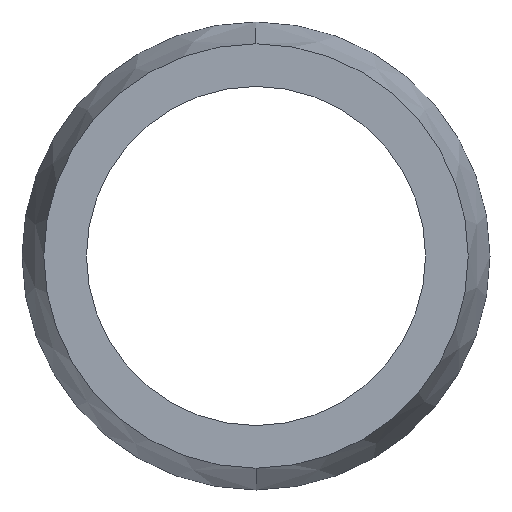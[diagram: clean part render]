
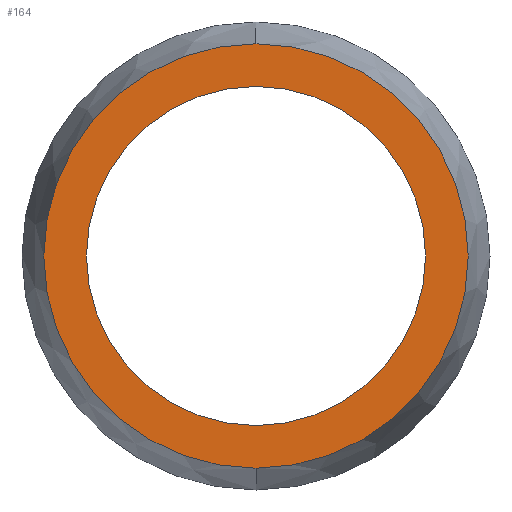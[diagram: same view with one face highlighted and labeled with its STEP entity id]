
A CAD part, left-side view. The second image highlights one B-rep face of the part: STEP entity #164.
In plain terms, the highlighted planar face has unit normal (-1, 0, 0).
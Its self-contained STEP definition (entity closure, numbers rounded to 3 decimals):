
#4 = EDGE_LOOP ( 'NONE', ( #308, #108 ) ) ;
#6 = EDGE_CURVE ( 'NONE', #138, #404, #132, .T. ) ;
#40 = CARTESIAN_POINT ( 'NONE',  ( 0., 0., 25. ) ) ;
#43 = DIRECTION ( 'NONE',  ( -1., 0., 0. ) ) ;
#46 = AXIS2_PLACEMENT_3D ( 'NONE', #251, #416, #213 ) ;
#51 = DIRECTION ( 'NONE',  ( 0., 0., -1. ) ) ;
#65 = AXIS2_PLACEMENT_3D ( 'NONE', #371, #278, #247 ) ;
#74 = DIRECTION ( 'NONE',  ( -1., 0., 0. ) ) ;
#82 = VERTEX_POINT ( 'NONE', #40 ) ;
#94 = EDGE_CURVE ( 'NONE', #163, #82, #159, .T. ) ;
#107 = DIRECTION ( 'NONE',  ( 0., 0., 1. ) ) ;
#108 = ORIENTED_EDGE ( 'NONE', *, *, #94, .F. ) ;
#111 = CARTESIAN_POINT ( 'NONE',  ( 0., 0., 0. ) ) ;
#120 = EDGE_CURVE ( 'NONE', #82, #163, #266, .T. ) ;
#132 = CIRCLE ( 'NONE', #188, 31.285 ) ;
#134 = CIRCLE ( 'NONE', #46, 31.285 ) ;
#138 = VERTEX_POINT ( 'NONE', #170 ) ;
#148 = FACE_OUTER_BOUND ( 'NONE', #369, .T. ) ;
#151 = FACE_BOUND ( 'NONE', #4, .T. ) ;
#159 = CIRCLE ( 'NONE', #413, 25. ) ;
#163 = VERTEX_POINT ( 'NONE', #349 ) ;
#164 = ADVANCED_FACE ( 'NONE', ( #151, #148 ), #248, .F. ) ;
#170 = CARTESIAN_POINT ( 'NONE',  ( 0., 0., 31.285 ) ) ;
#180 = DIRECTION ( 'NONE',  ( 1., 0., 0. ) ) ;
#188 = AXIS2_PLACEMENT_3D ( 'NONE', #203, #43, #107 ) ;
#200 = EDGE_CURVE ( 'NONE', #404, #138, #134, .T. ) ;
#203 = CARTESIAN_POINT ( 'NONE',  ( 0., 0., 0. ) ) ;
#204 = AXIS2_PLACEMENT_3D ( 'NONE', #320, #180, #51 ) ;
#213 = DIRECTION ( 'NONE',  ( 0., 0., 1. ) ) ;
#239 = DIRECTION ( 'NONE',  ( 0., 0., 1. ) ) ;
#247 = DIRECTION ( 'NONE',  ( 0., 0., 1. ) ) ;
#248 = PLANE ( 'NONE',  #204 ) ;
#251 = CARTESIAN_POINT ( 'NONE',  ( 0., 0., 0. ) ) ;
#266 = CIRCLE ( 'NONE', #65, 25. ) ;
#278 = DIRECTION ( 'NONE',  ( -1., 0., 0. ) ) ;
#308 = ORIENTED_EDGE ( 'NONE', *, *, #120, .F. ) ;
#320 = CARTESIAN_POINT ( 'NONE',  ( 0., 31.285, 0. ) ) ;
#345 = ORIENTED_EDGE ( 'NONE', *, *, #6, .T. ) ;
#349 = CARTESIAN_POINT ( 'NONE',  ( 0., 0., -25. ) ) ;
#369 = EDGE_LOOP ( 'NONE', ( #393, #345 ) ) ;
#371 = CARTESIAN_POINT ( 'NONE',  ( 0., 0., 0. ) ) ;
#392 = CARTESIAN_POINT ( 'NONE',  ( 0., 0., -31.285 ) ) ;
#393 = ORIENTED_EDGE ( 'NONE', *, *, #200, .T. ) ;
#404 = VERTEX_POINT ( 'NONE', #392 ) ;
#413 = AXIS2_PLACEMENT_3D ( 'NONE', #111, #74, #239 ) ;
#416 = DIRECTION ( 'NONE',  ( -1., 0., 0. ) ) ;
